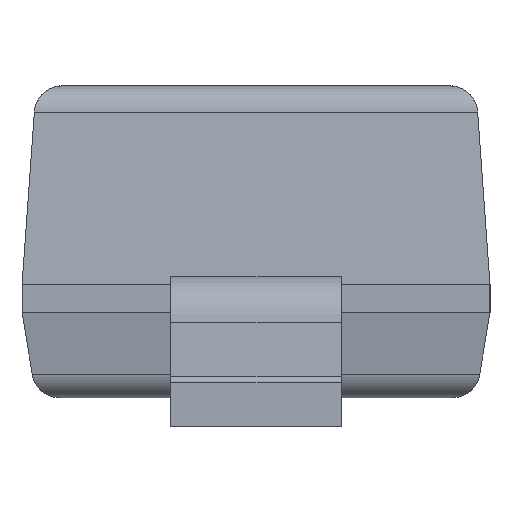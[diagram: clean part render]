
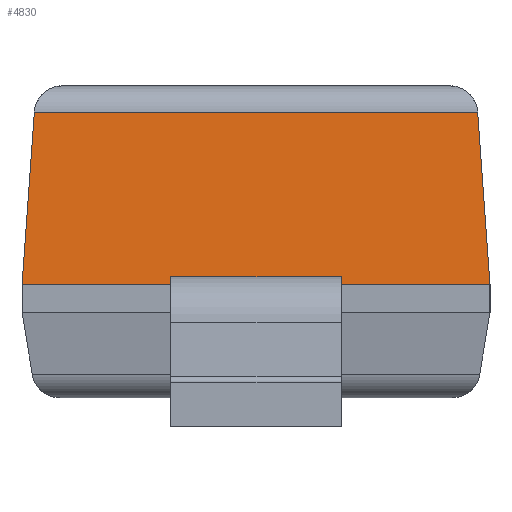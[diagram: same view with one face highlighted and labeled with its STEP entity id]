
A CAD part, left-side view. The second image highlights one B-rep face of the part: STEP entity #4830.
In plain terms, the highlighted planar face has unit normal (-0.998, 0, 0.071).
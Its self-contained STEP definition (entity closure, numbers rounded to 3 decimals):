
#140 = CARTESIAN_POINT ( 'NONE',  ( -1.325, 0.825, 0.5 ) ) ;
#205 = CARTESIAN_POINT ( 'NONE',  ( -1.325, 0.825, 0.5 ) ) ;
#206 = DIRECTION ( 'NONE',  ( 0., 1., 0. ) ) ;
#311 = FACE_OUTER_BOUND ( 'NONE', #1278, .T. ) ;
#497 = DIRECTION ( 'NONE',  ( 0., 1., 0. ) ) ;
#609 = DIRECTION ( 'NONE',  ( 0., 1., 0. ) ) ;
#671 = CARTESIAN_POINT ( 'NONE',  ( -1.325, -0.3, 0.5 ) ) ;
#802 = ORIENTED_EDGE ( 'NONE', *, *, #1653, .F. ) ;
#881 = CARTESIAN_POINT ( 'NONE',  ( -1.271, 0.771, 1.255 ) ) ;
#899 = CARTESIAN_POINT ( 'NONE',  ( -1.271, -0.771, 1.255 ) ) ;
#955 = DIRECTION ( 'NONE',  ( -0.997, 0., 0.071 ) ) ;
#982 = CARTESIAN_POINT ( 'NONE',  ( -1.282, 0., 1.107 ) ) ;
#1002 = VERTEX_POINT ( 'NONE', #4113 ) ;
#1033 = LINE ( 'NONE', #899, #4586 ) ;
#1075 = LINE ( 'NONE', #2729, #3184 ) ;
#1278 = EDGE_LOOP ( 'NONE', ( #5546, #1978, #3327, #2262, #3949, #802 ) ) ;
#1361 = DIRECTION ( 'NONE',  ( 0.071, -0.071, 0.995 ) ) ;
#1633 = VERTEX_POINT ( 'NONE', #671 ) ;
#1653 = EDGE_CURVE ( 'NONE', #1002, #1633, #1075, .T. ) ;
#1836 = DIRECTION ( 'NONE',  ( 0., 1., 0. ) ) ;
#1938 = VECTOR ( 'NONE', #609, 1000. ) ;
#1975 = VERTEX_POINT ( 'NONE', #4640 ) ;
#1978 = ORIENTED_EDGE ( 'NONE', *, *, #3150, .T. ) ;
#2180 = AXIS2_PLACEMENT_3D ( 'NONE', #3985, #955, #1836 ) ;
#2239 = CARTESIAN_POINT ( 'NONE',  ( -1.325, 0.3, 0.5 ) ) ;
#2262 = ORIENTED_EDGE ( 'NONE', *, *, #3208, .F. ) ;
#2278 = VERTEX_POINT ( 'NONE', #2239 ) ;
#2589 = DIRECTION ( 'NONE',  ( 0.071, 0.071, 0.995 ) ) ;
#2698 = VECTOR ( 'NONE', #4831, 1000. ) ;
#2729 = CARTESIAN_POINT ( 'NONE',  ( -1.325, 0.825, 0.5 ) ) ;
#2764 = LINE ( 'NONE', #982, #2698 ) ;
#2839 = VERTEX_POINT ( 'NONE', #5513 ) ;
#3150 = EDGE_CURVE ( 'NONE', #1975, #2839, #2764, .T. ) ;
#3184 = VECTOR ( 'NONE', #206, 1000. ) ;
#3208 = EDGE_CURVE ( 'NONE', #2278, #3914, #5478, .T. ) ;
#3251 = EDGE_CURVE ( 'NONE', #3914, #2839, #4992, .T. ) ;
#3327 = ORIENTED_EDGE ( 'NONE', *, *, #3251, .F. ) ;
#3711 = VECTOR ( 'NONE', #497, 1000. ) ;
#3914 = VERTEX_POINT ( 'NONE', #205 ) ;
#3949 = ORIENTED_EDGE ( 'NONE', *, *, #4464, .F. ) ;
#3985 = CARTESIAN_POINT ( 'NONE',  ( -1.275, 0., 1.2 ) ) ;
#4113 = CARTESIAN_POINT ( 'NONE',  ( -1.325, -0.825, 0.5 ) ) ;
#4214 = VECTOR ( 'NONE', #1361, 1000. ) ;
#4232 = CARTESIAN_POINT ( 'NONE',  ( -1.325, 0.825, 0.5 ) ) ;
#4330 = EDGE_CURVE ( 'NONE', #1002, #1975, #1033, .T. ) ;
#4464 = EDGE_CURVE ( 'NONE', #1633, #2278, #5525, .T. ) ;
#4586 = VECTOR ( 'NONE', #2589, 1000. ) ;
#4640 = CARTESIAN_POINT ( 'NONE',  ( -1.282, -0.782, 1.107 ) ) ;
#4830 = ADVANCED_FACE ( 'NONE', ( #311 ), #5256, .T. ) ;
#4831 = DIRECTION ( 'NONE',  ( 0., 1., 0. ) ) ;
#4992 = LINE ( 'NONE', #881, #4214 ) ;
#5256 = PLANE ( 'NONE',  #2180 ) ;
#5478 = LINE ( 'NONE', #4232, #3711 ) ;
#5513 = CARTESIAN_POINT ( 'NONE',  ( -1.282, 0.782, 1.107 ) ) ;
#5525 = LINE ( 'NONE', #140, #1938 ) ;
#5546 = ORIENTED_EDGE ( 'NONE', *, *, #4330, .T. ) ;
